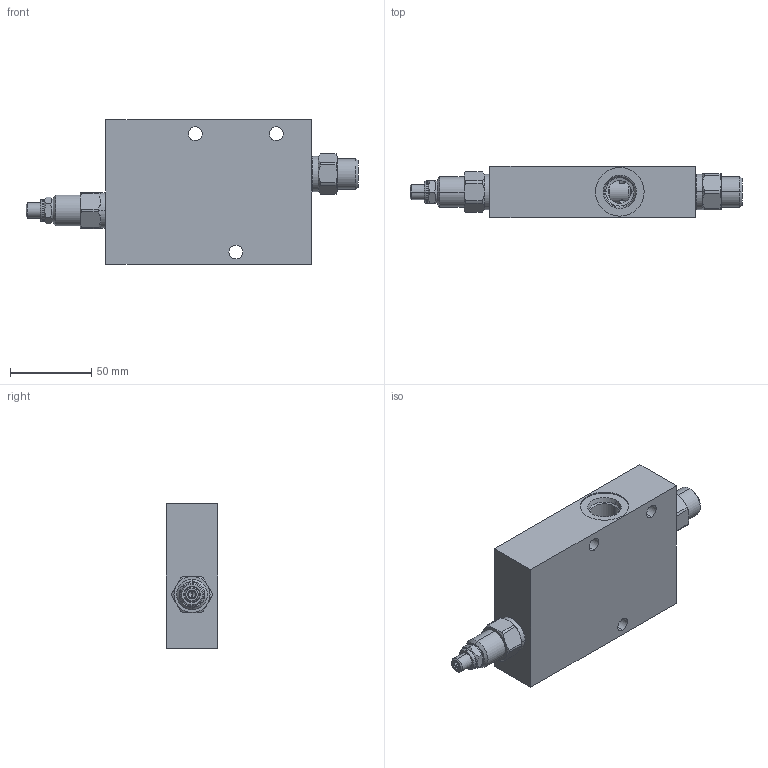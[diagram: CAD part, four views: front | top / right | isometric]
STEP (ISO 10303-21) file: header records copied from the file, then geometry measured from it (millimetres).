
FILE_DESCRIPTION((''),'2;1');
FILE_NAME('XPDBLFNXJ_ASM','2020-07-20T',('ProEService'),(''),'PRO/ENGINEER BY PARAMETRIC TECHNOLOGY CORPORATION, 2014200','PRO/ENGINEER BY PARAMETRIC TECHNOLOGY CORPORATION, 2014200','');
FILE_SCHEMA(('CONFIG_CONTROL_DESIGN'));
Length unit declared in the file: inch
Products named in the file (5): 150-050-002; A330-006-008; NFCDLFN; LHDAXFN; XPDBLFNXJ_ASM
Assembly tree (4 placements, depth 2):
  XPDBLFNXJ_ASM
    150-050-002
    A330-006-008
    NFCDLFN
    LHDAXFN
Bounding box: 204.9 x 31.75 x 88.9 mm (x, y, z)
Volume: 330921.5 mm3; surface area: 78008.1 mm2
Topology: 9 solids, 12 shells, 728 faces, 1882 edges, 1355 vertices
Faces by surface type: cylinder 304, plane 148, cone 148, torus 106, revolution 22
Entity records: 26084 total; most frequent: CARTESIAN_POINT 8001, DIRECTION 4035, ORIENTED_EDGE 3222, EDGE_CURVE 1611, AXIS2_PLACEMENT_3D 1609, VERTEX_POINT 976, CIRCLE 883, EDGE_LOOP 867
